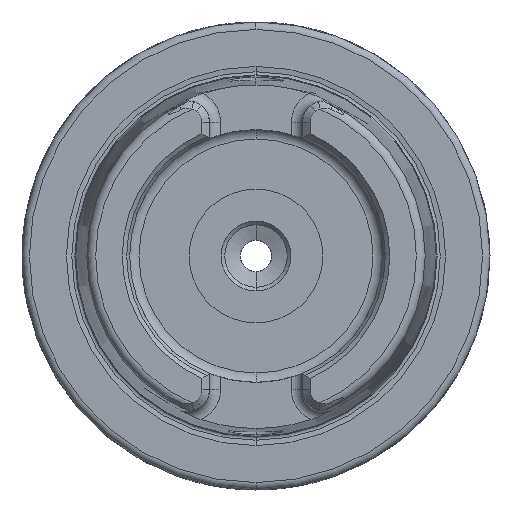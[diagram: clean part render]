
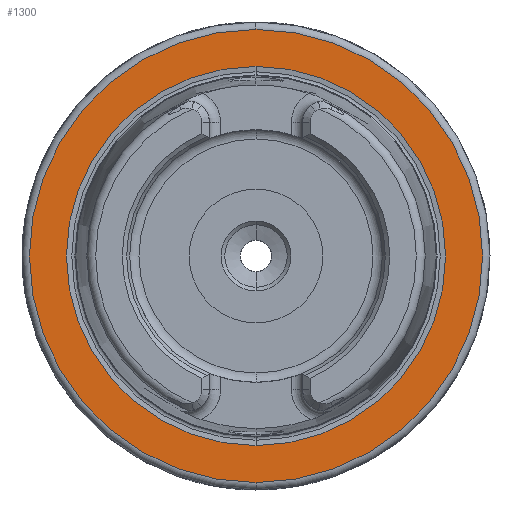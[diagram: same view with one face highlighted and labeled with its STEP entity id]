
A CAD part, left-side view. The second image highlights one B-rep face of the part: STEP entity #1300.
In plain terms, the highlighted planar face has unit normal (-1, 0, 0).
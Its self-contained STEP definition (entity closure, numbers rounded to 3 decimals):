
#162 = DIRECTION ( 'NONE',  ( 1., 0., 0. ) ) ;
#167 = EDGE_LOOP ( 'NONE', ( #383, #2643 ) ) ;
#383 = ORIENTED_EDGE ( 'NONE', *, *, #7021, .T. ) ;
#444 = DIRECTION ( 'NONE',  ( 0., 0., -1. ) ) ;
#776 = DIRECTION ( 'NONE',  ( -1., 0., 0. ) ) ;
#1300 = ADVANCED_FACE ( 'NONE', ( #7136, #7074 ), #4517, .F. ) ;
#1573 = ORIENTED_EDGE ( 'NONE', *, *, #8494, .T. ) ;
#1622 = CARTESIAN_POINT ( 'NONE',  ( -64., 0., 30.5 ) ) ;
#1630 = CARTESIAN_POINT ( 'NONE',  ( -64., 31.5, 0. ) ) ;
#1761 = AXIS2_PLACEMENT_3D ( 'NONE', #7480, #3285, #8033 ) ;
#2152 = VERTEX_POINT ( 'NONE', #7287 ) ;
#2320 = DIRECTION ( 'NONE',  ( 1., 0., 0. ) ) ;
#2345 = CIRCLE ( 'NONE', #6780, 30.5 ) ;
#2540 = AXIS2_PLACEMENT_3D ( 'NONE', #6489, #2320, #7241 ) ;
#2643 = ORIENTED_EDGE ( 'NONE', *, *, #3013, .T. ) ;
#2985 = EDGE_LOOP ( 'NONE', ( #6111, #1573 ) ) ;
#3013 = EDGE_CURVE ( 'NONE', #6750, #8157, #5919, .T. ) ;
#3040 = AXIS2_PLACEMENT_3D ( 'NONE', #8650, #4765, #444 ) ;
#3285 = DIRECTION ( 'NONE',  ( 1., 0., 0. ) ) ;
#3681 = EDGE_CURVE ( 'NONE', #8118, #2152, #5555, .T. ) ;
#4517 = PLANE ( 'NONE',  #4797 ) ;
#4765 = DIRECTION ( 'NONE',  ( -1., 0., 0. ) ) ;
#4797 = AXIS2_PLACEMENT_3D ( 'NONE', #1630, #162, #5201 ) ;
#5076 = CARTESIAN_POINT ( 'NONE',  ( -64., 0., 0. ) ) ;
#5201 = DIRECTION ( 'NONE',  ( 0., 0., -1. ) ) ;
#5555 = CIRCLE ( 'NONE', #2540, 25.521 ) ;
#5780 = DIRECTION ( 'NONE',  ( 0., 0., -1. ) ) ;
#5919 = CIRCLE ( 'NONE', #3040, 30.5 ) ;
#6111 = ORIENTED_EDGE ( 'NONE', *, *, #3681, .T. ) ;
#6489 = CARTESIAN_POINT ( 'NONE',  ( -64., 0., 0. ) ) ;
#6750 = VERTEX_POINT ( 'NONE', #1622 ) ;
#6780 = AXIS2_PLACEMENT_3D ( 'NONE', #5076, #776, #5780 ) ;
#7021 = EDGE_CURVE ( 'NONE', #8157, #6750, #2345, .T. ) ;
#7074 = FACE_BOUND ( 'NONE', #2985, .T. ) ;
#7136 = FACE_OUTER_BOUND ( 'NONE', #167, .T. ) ;
#7241 = DIRECTION ( 'NONE',  ( 0., 0., -1. ) ) ;
#7287 = CARTESIAN_POINT ( 'NONE',  ( -64., 0., -25.521 ) ) ;
#7480 = CARTESIAN_POINT ( 'NONE',  ( -64., 0., 0. ) ) ;
#7793 = CARTESIAN_POINT ( 'NONE',  ( -64., 0., -30.5 ) ) ;
#8033 = DIRECTION ( 'NONE',  ( 0., 0., -1. ) ) ;
#8118 = VERTEX_POINT ( 'NONE', #8225 ) ;
#8157 = VERTEX_POINT ( 'NONE', #7793 ) ;
#8225 = CARTESIAN_POINT ( 'NONE',  ( -64., 0., 25.521 ) ) ;
#8494 = EDGE_CURVE ( 'NONE', #2152, #8118, #8847, .T. ) ;
#8650 = CARTESIAN_POINT ( 'NONE',  ( -64., 0., 0. ) ) ;
#8847 = CIRCLE ( 'NONE', #1761, 25.521 ) ;
